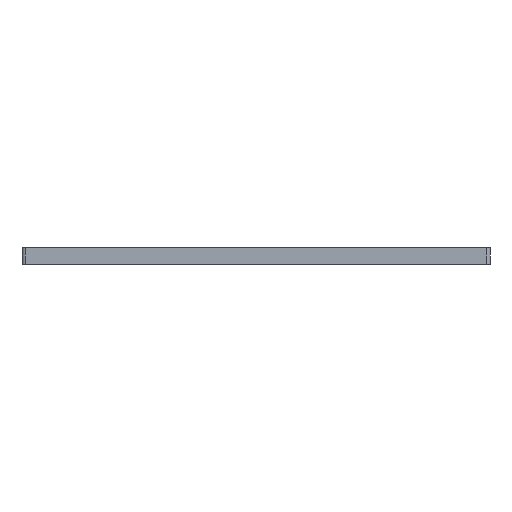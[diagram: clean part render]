
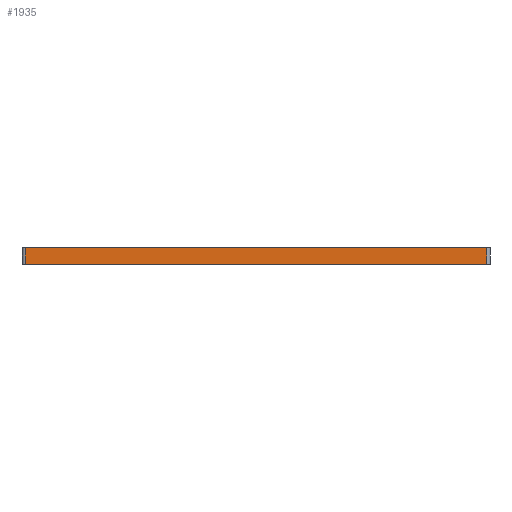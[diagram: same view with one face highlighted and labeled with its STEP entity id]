
A CAD part, front view. The second image highlights one B-rep face of the part: STEP entity #1935.
In plain terms, the highlighted planar face has unit normal (0, -1, 0).
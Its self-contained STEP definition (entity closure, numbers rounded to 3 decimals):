
#96=PLANE('',#2214);
#210=FACE_OUTER_BOUND('',#371,.T.);
#371=EDGE_LOOP('',(#1687,#1688,#1689,#1690));
#457=LINE('',#3148,#572);
#470=LINE('',#3262,#585);
#485=LINE('',#3379,#600);
#487=LINE('',#3383,#602);
#572=VECTOR('',#2538,1.);
#585=VECTOR('',#2641,1.);
#600=VECTOR('',#2748,1.);
#602=VECTOR('',#2754,1.);
#916=VERTEX_POINT('',#3145);
#917=VERTEX_POINT('',#3147);
#972=VERTEX_POINT('',#3259);
#973=VERTEX_POINT('',#3261);
#1153=EDGE_CURVE('',#917,#916,#457,.T.);
#1210=EDGE_CURVE('',#972,#973,#470,.T.);
#1269=EDGE_CURVE('',#917,#972,#485,.T.);
#1271=EDGE_CURVE('',#916,#973,#487,.T.);
#1687=ORIENTED_EDGE('',*,*,#1269,.F.);
#1688=ORIENTED_EDGE('',*,*,#1153,.T.);
#1689=ORIENTED_EDGE('',*,*,#1271,.T.);
#1690=ORIENTED_EDGE('',*,*,#1210,.F.);
#1935=ADVANCED_FACE('',(#210),#96,.F.);
#2214=AXIS2_PLACEMENT_3D('',#3382,#2752,#2753);
#2538=DIRECTION('',(-1.,0.,0.));
#2641=DIRECTION('',(-1.,0.,0.));
#2748=DIRECTION('',(0.,0.,-1.));
#2752=DIRECTION('center_axis',(0.,1.,0.));
#2753=DIRECTION('ref_axis',(-1.,0.,0.));
#2754=DIRECTION('',(0.,0.,-1.));
#3145=CARTESIAN_POINT('',(0.5,0.,0.));
#3147=CARTESIAN_POINT('',(70.28,0.,0.));
#3148=CARTESIAN_POINT('',(70.28,0.,0.));
#3259=CARTESIAN_POINT('',(70.28,0.,-2.5));
#3261=CARTESIAN_POINT('',(0.5,0.,-2.5));
#3262=CARTESIAN_POINT('',(70.28,0.,-2.5));
#3379=CARTESIAN_POINT('',(70.28,0.,0.));
#3382=CARTESIAN_POINT('Origin',(70.28,0.,0.));
#3383=CARTESIAN_POINT('',(0.5,0.,0.));
